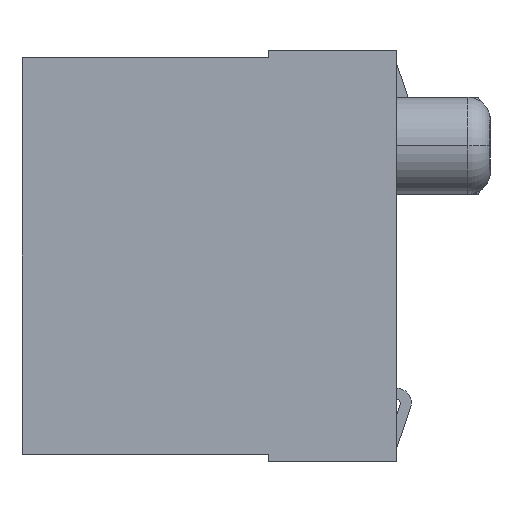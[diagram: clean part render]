
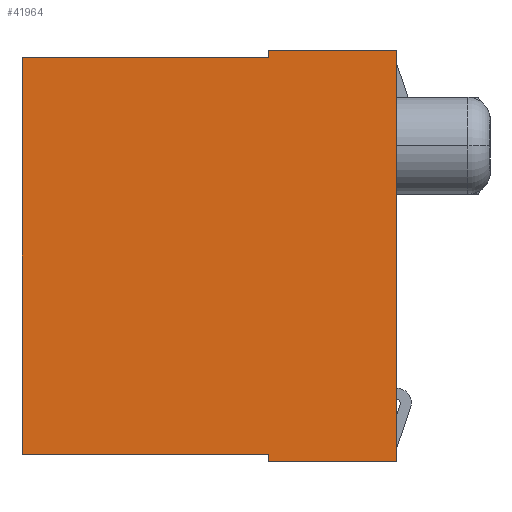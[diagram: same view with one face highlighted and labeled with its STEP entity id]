
A CAD part, left-side view. The second image highlights one B-rep face of the part: STEP entity #41964.
In plain terms, the highlighted planar face has unit normal (-1, 0, 0).
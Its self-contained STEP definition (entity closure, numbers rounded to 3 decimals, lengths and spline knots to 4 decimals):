
#1=DIRECTION('',(0.,0.,-1.));
#2=VECTOR('',#1,5.6);
#3=CARTESIAN_POINT('',(-19.,0.,2.8));
#4=LINE('',#3,#2);
#5=DIRECTION('',(0.,1.,0.));
#6=VECTOR('',#5,1.75);
#7=CARTESIAN_POINT('',(-19.,0.,-2.8));
#8=LINE('',#7,#6);
#9=DIRECTION('',(0.,0.,1.));
#10=VECTOR('',#9,0.1);
#11=CARTESIAN_POINT('',(-19.,1.75,-2.8));
#12=LINE('',#11,#10);
#13=DIRECTION('',(0.,1.,0.));
#14=VECTOR('',#13,3.35);
#15=CARTESIAN_POINT('',(-19.,1.75,-2.7));
#16=LINE('',#15,#14);
#17=DIRECTION('',(0.,0.,1.));
#18=VECTOR('',#17,5.4);
#19=CARTESIAN_POINT('',(-19.,5.1,-2.7));
#20=LINE('',#19,#18);
#21=DIRECTION('',(0.,-1.,0.));
#22=VECTOR('',#21,3.35);
#23=CARTESIAN_POINT('',(-19.,5.1,2.7));
#24=LINE('',#23,#22);
#25=DIRECTION('',(0.,0.,1.));
#26=VECTOR('',#25,0.1);
#27=CARTESIAN_POINT('',(-19.,1.75,2.7));
#28=LINE('',#27,#26);
#29=DIRECTION('',(0.,-1.,0.));
#30=VECTOR('',#29,1.75);
#31=CARTESIAN_POINT('',(-19.,1.75,2.8));
#32=LINE('',#31,#30);
#31793=CARTESIAN_POINT('',(-19.,0.,2.8));
#31794=CARTESIAN_POINT('',(-19.,0.,-2.8));
#31795=VERTEX_POINT('',#31793);
#31796=VERTEX_POINT('',#31794);
#31797=CARTESIAN_POINT('',(-19.,1.75,-2.8));
#31798=VERTEX_POINT('',#31797);
#31799=CARTESIAN_POINT('',(-19.,1.75,-2.7));
#31800=VERTEX_POINT('',#31799);
#31801=CARTESIAN_POINT('',(-19.,5.1,-2.7));
#31802=VERTEX_POINT('',#31801);
#31803=CARTESIAN_POINT('',(-19.,5.1,2.7));
#31804=VERTEX_POINT('',#31803);
#31805=CARTESIAN_POINT('',(-19.,1.75,2.7));
#31806=VERTEX_POINT('',#31805);
#31807=CARTESIAN_POINT('',(-19.,1.75,2.8));
#31808=VERTEX_POINT('',#31807);
#41941=CARTESIAN_POINT('',(-19.,0.,0.));
#41942=DIRECTION('',(1.,0.,0.));
#41943=DIRECTION('',(0.,0.,-1.));
#41944=AXIS2_PLACEMENT_3D('',#41941,#41942,#41943);
#41945=PLANE('',#41944);
#41947=ORIENTED_EDGE('',*,*,#41946,.T.);
#41949=ORIENTED_EDGE('',*,*,#41948,.T.);
#41951=ORIENTED_EDGE('',*,*,#41950,.T.);
#41953=ORIENTED_EDGE('',*,*,#41952,.T.);
#41955=ORIENTED_EDGE('',*,*,#41954,.T.);
#41957=ORIENTED_EDGE('',*,*,#41956,.T.);
#41959=ORIENTED_EDGE('',*,*,#41958,.T.);
#41961=ORIENTED_EDGE('',*,*,#41960,.T.);
#41962=EDGE_LOOP('',(#41947,#41949,#41951,#41953,#41955,#41957,#41959,#41961));
#41963=FACE_OUTER_BOUND('',#41962,.F.);
#41946=EDGE_CURVE('',#31795,#31796,#4,.T.);
#41948=EDGE_CURVE('',#31796,#31798,#8,.T.);
#41950=EDGE_CURVE('',#31798,#31800,#12,.T.);
#41952=EDGE_CURVE('',#31800,#31802,#16,.T.);
#41954=EDGE_CURVE('',#31802,#31804,#20,.T.);
#41956=EDGE_CURVE('',#31804,#31806,#24,.T.);
#41958=EDGE_CURVE('',#31806,#31808,#28,.T.);
#41960=EDGE_CURVE('',#31808,#31795,#32,.T.);
#41964=ADVANCED_FACE('',(#41963),#41945,.F.);
